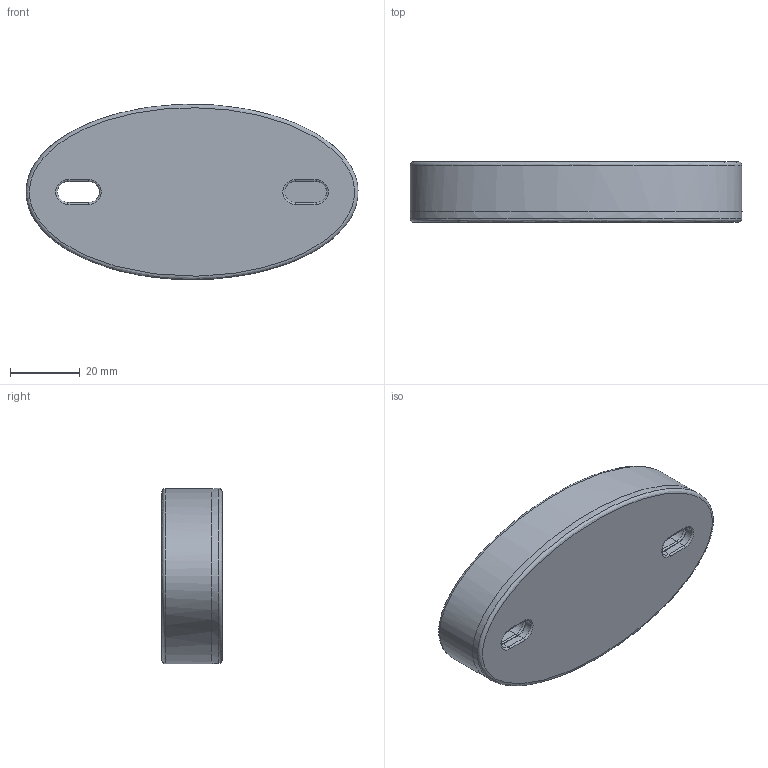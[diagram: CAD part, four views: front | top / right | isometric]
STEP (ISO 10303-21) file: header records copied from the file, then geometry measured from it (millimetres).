
FILE_DESCRIPTION(/* description */ (''),/* implementation_level */ '2;1');
FILE_NAME(/* name */ 'FakeTag_Fahrrad_v3.step',/* time_stamp */ '2025-03-29T14:10:54+01:00',/* author */ (''),/* organization */ (''),/* preprocessor_version */ 'ST-DEVELOPER v20.1',/* originating_system */ 'Autodesk Translation Framework v14.4.0.0',/* authorisation */ '');
FILE_SCHEMA (('AUTOMOTIVE_DESIGN { 1 0 10303 214 3 1 1 }'));
Length unit declared in the file: millimetre
Products named in the file (1): FakeTag_Fahrrad
Bounding box: 94.99 x 17.3 x 50.13 mm (x, y, z)
Volume: 47230 mm3; surface area: 22130.4 mm2
Topology: 3 solids, 3 shells, 112 faces, 249 edges, 148 vertices
Faces by surface type: cylinder 49, plane 33, torus 26, bspline 4
Full cylindrical faces by diameter (mm): 2.85 x1
Entity records: 3548 total; most frequent: CARTESIAN_POINT 944, DIRECTION 591, ORIENTED_EDGE 498, EDGE_CURVE 249, AXIS2_PLACEMENT_3D 237, VERTEX_POINT 148, CIRCLE 126, EDGE_LOOP 125
